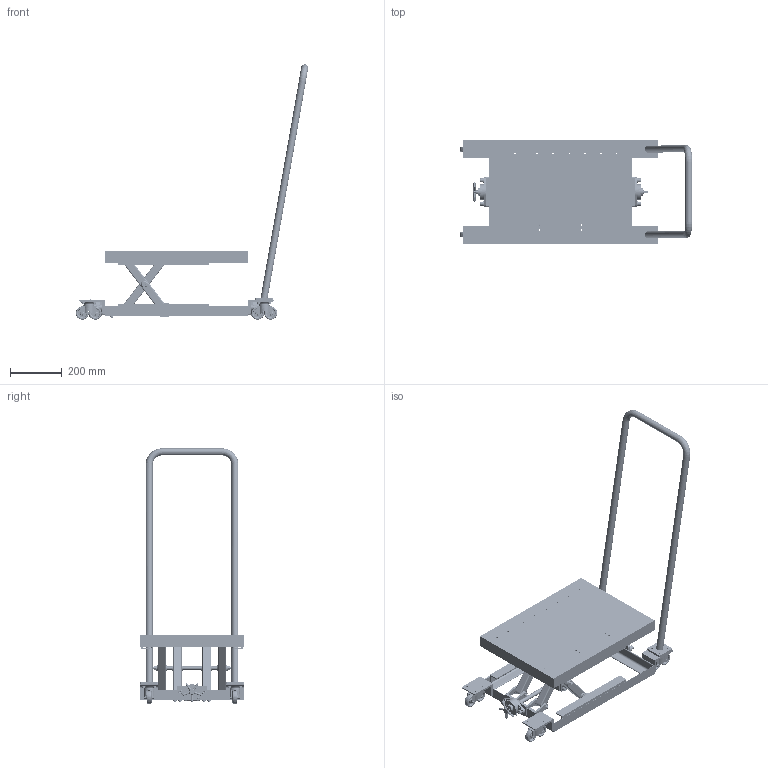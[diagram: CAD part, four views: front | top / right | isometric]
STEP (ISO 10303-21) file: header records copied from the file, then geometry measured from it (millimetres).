
FILE_DESCRIPTION (( 'STEP AP214' ), '1' );
FILE_NAME ('Scissor Table .STEP', '2017-09-13T15:18:21', ( 'A' ), ( 'Microsoft' ), 'SwSTEP 2.0', 'SolidWorks 2017', '' );
FILE_SCHEMA (( 'AUTOMOTIVE_DESIGN' ));
Length unit declared in the file: inch
Products named in the file (78): Lock Nut M6; ME.TB.003.1001-D; ME.TB.003.3001_Welds; _GA-1_4-28UNFGNUCFL; ANSI B18.3.1M - M6x1 x 20(1); ME.TB.003.1001-C; 6201-2Z; _UCFL201D1UCFL Housing; ANSI B18.3.1M - M6x1 x 10(1); ME.TB.003.1001-B_1; DEFAULT; ME.TB.003.1008; PAP 1420 P10; ME.TB.003.1001-A_1; DEFAULT_2; ME.TB.003.1007; Hex Nut M10; ME.TB.003.1001-B; DEFAULT_1; ME.TB.003.1005; Plain Washer M10; ME.TB.003.1001-A; Default; ME.TB.003.1005-C; Hex Nut M6; ME.TB.003.2001; ME.TB.003.1005-B; ME.TB.003.2000; Plain Washer M6; Scissor Table ; ME.TB.003.1021; ME.TB.003.1005-E; ME.TB.003.2002; ME.TB.003.1015; ME.TB.003.1021-C; ME.TB.003.1005-A; ME.TB.003.3000; PAP 1008 P10; ME.TB.003.1021-B; ME.TB.003.1005_Welds ...
Assembly tree (216 placements, depth 5):
  Scissor Table 
    ME.TB.003.1001
      ME.TB.003.1001-A
      ME.TB.003.1001-B
      ME.TB.003.1001-A_1
      ME.TB.003.1001-B_1
      ME.TB.003.1001-C  x2
      ME.TB.003.1001-D
      ME.TB.003.1001-D_1
      ME.TB.003.1001-F  x4
    ME.TB.003.1002
      ME.TB.003.1002-A
      ME.TB.003.1002-B
      ME.TB.003.1002-A_1
      ME.TB.003.1002-B_1
      ME.TB.003.1002-C
      ME.TB.003.1001-C  x2
    ME.TB.003.1005  x4
      ME.TB.003.1005_Welds
      ME.TB.003.1005-A
      ME.TB.003.1005-E
      ME.TB.003.1005-B
      ME.TB.003.1005-C
    ME.TB.003.1007
    ME.TB.003.1008
    UCFL201D1(12,D1)  x2
      _UCFL201D1UCFL Housing
      _GA-1_4-28UNFGNUCFL
    ME.TB.003.1009
    ME.TB.003.1012  x2
    2470PJI050P40_STEP-2.14  x4
      _2470 PJI 050 P402
      _2470 PJI 050 P401
    ME.TB.003.1014  x4
      ME.TB.003.1014_Welds
      ME.TB.003.1014-A
      ME.TB.003.1014-B
    PAP 1008 P10  x8
    ME.TB.003.1015  x4
    Plain Washer M6  x36
    Hex Nut M6  x8
    Plain Washer M10  x6
    Hex Nut M10  x2
    PAP 1420 P10  x8
    ANSI B18.3.1M - M6x1 x 10(1)  x16
    ANSI B18.3.1M - M6x1 x 20(1)  x8
    Lock Nut M6  x4
    ANSI B18.3.1M - M10x1.5 x 20(1)  x4
    ME.TB.003.1017
      ME.TB.003.1017_Welds
      ME.TB.003.1017-A
      ME.TB.003.1017-B
      ME.TB.003.1017-B_1
      ME.TB.003.1017-B_2
      ME.TB.003.1017-B_3
      ME.TB.003.1017-B_4
    ME.TB.003.1021
      ME.TB.003.1021-B  x2
      ME.TB.003.1021-C
    ME.TB.003.3000
Bounding box: 894.26 x 400 x 982.23 mm (x, y, z)
Volume: 5340324.6 mm3; surface area: 2571136.3 mm2
Topology: 301 solids, 301 shells, 5215 faces, 12182 edges, 7595 vertices
Faces by surface type: plane 1857, cylinder 1666, cone 790, torus 628, bspline 208, sphere 66
Entity records: 46339 total; most frequent: CARTESIAN_POINT 11303, DIRECTION 6998, ORIENTED_EDGE 6044, EDGE_CURVE 3022, AXIS2_PLACEMENT_3D 2818, VERTEX_POINT 1922, EDGE_LOOP 1530, VECTOR 1362
